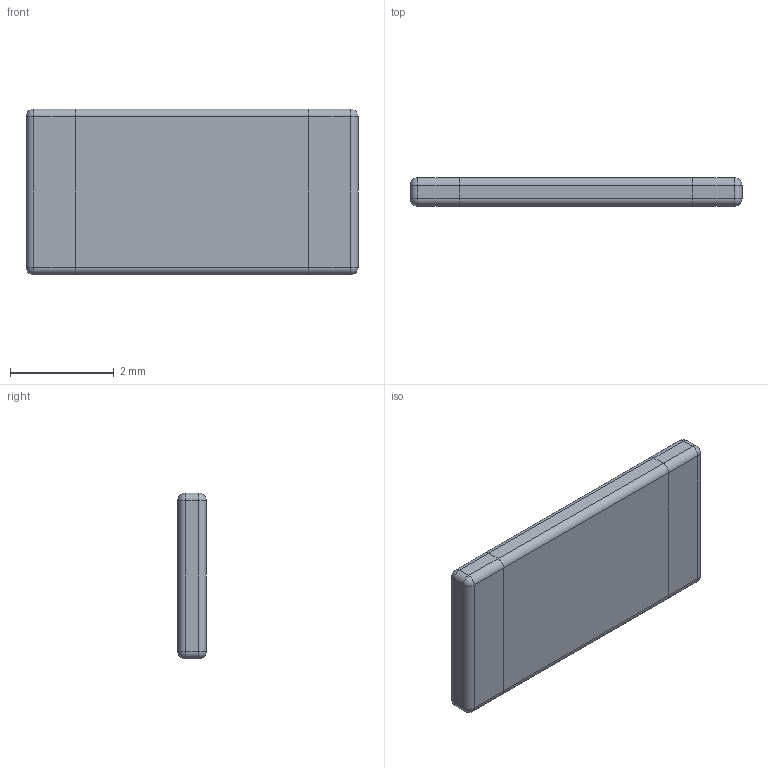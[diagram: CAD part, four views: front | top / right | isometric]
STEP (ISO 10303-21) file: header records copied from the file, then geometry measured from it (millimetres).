
FILE_DESCRIPTION (( 'STEP AP214' ), '1' );
FILE_NAME ('User Library-2512 SMD Resistor.STEP', '2018-10-12T11:54:16', ( '' ), ( '' ), 'SwSTEP 2.0', 'SolidWorks 2018', '' );
FILE_SCHEMA (( 'AUTOMOTIVE_DESIGN' ));
Length unit declared in the file: millimetre
Products named in the file (1): User Library-2512 SMD Resistor
Bounding box: 6.4 x 0.55 x 3.2 mm (x, y, z)
Volume: 11.1 mm3; surface area: 48.9 mm2
Topology: 1 solids, 1 shells, 95 faces, 235 edges, 138 vertices
Faces by surface type: plane 38, bspline 29, cylinder 20, sphere 8
Entity records: 5298 total; most frequent: CARTESIAN_POINT 2210, ORIENTED_EDGE 454, DIRECTION 335, EDGE_CURVE 227, VERTEX_POINT 138, VECTOR 137, LINE 137, EDGE_LOOP 99
